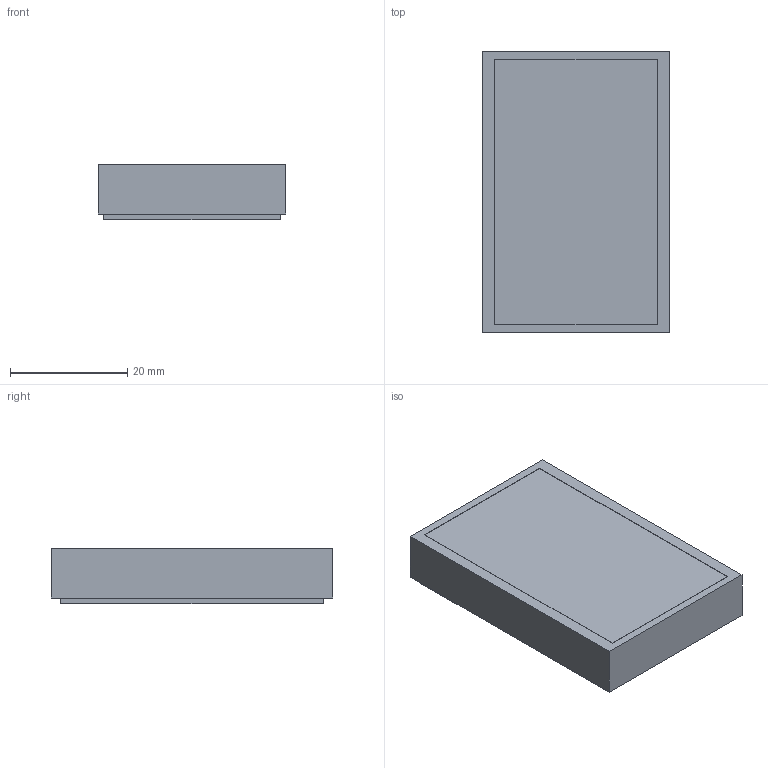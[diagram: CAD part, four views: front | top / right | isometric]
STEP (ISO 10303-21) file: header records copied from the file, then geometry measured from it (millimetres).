
FILE_DESCRIPTION((''),'2;1');
FILE_NAME('DBCAD2613_REF-A48','2017-06-12T',('cmozuch'),(''),'PRO/ENGINEER BY PARAMETRIC TECHNOLOGY CORPORATION, 2015440','PRO/ENGINEER BY PARAMETRIC TECHNOLOGY CORPORATION, 2015440','');
FILE_SCHEMA(('CONFIG_CONTROL_DESIGN'));
Length unit declared in the file: millimetre
Products named in the file (1): DBCAD2613_REF-A48
Bounding box: 32 x 48 x 9.5 mm (x, y, z)
Volume: 14305.3 mm3; surface area: 4592.5 mm2
Topology: 1 solids, 1 shells, 16 faces, 36 edges, 24 vertices
Faces by surface type: plane 16
Entity records: 744 total; most frequent: CARTESIAN_POINT 76, ORIENTED_EDGE 72, COLOUR_RGB 71, DIRECTION 68, VECTOR 36, LINE 36, EDGE_CURVE 36, FILL_AREA_STYLE_COLOUR 32
